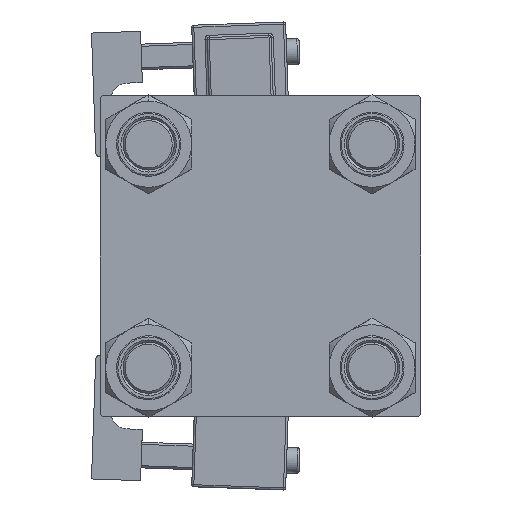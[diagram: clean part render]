
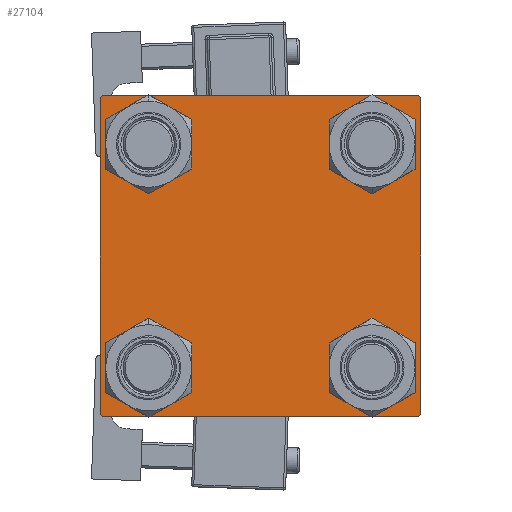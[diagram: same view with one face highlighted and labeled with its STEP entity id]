
A CAD part, left-side view. The second image highlights one B-rep face of the part: STEP entity #27104.
In plain terms, the highlighted planar face has unit normal (-1, 0, 0).
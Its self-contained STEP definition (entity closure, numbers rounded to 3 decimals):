
#48 = CIRCLE ( 'NONE', #32286, 6.5 ) ;
#696 = VECTOR ( 'NONE', #7519, 1000. ) ;
#1260 = CARTESIAN_POINT ( 'NONE',  ( 0., -37., -37.5 ) ) ;
#1341 = CIRCLE ( 'NONE', #23369, 6.5 ) ;
#1488 = DIRECTION ( 'NONE',  ( -1., 0., 0. ) ) ;
#1760 = CARTESIAN_POINT ( 'NONE',  ( 0., 37.25, -37.25 ) ) ;
#2010 = DIRECTION ( 'NONE',  ( 0., -0.707, -0.707 ) ) ;
#2063 = VERTEX_POINT ( 'NONE', #39646 ) ;
#2127 = AXIS2_PLACEMENT_3D ( 'NONE', #45969, #41477, #46482 ) ;
#2832 = VERTEX_POINT ( 'NONE', #15110 ) ;
#3274 = CARTESIAN_POINT ( 'NONE',  ( 0., 37.5, 37.5 ) ) ;
#3854 = CARTESIAN_POINT ( 'NONE',  ( 0., -26.15, 32.65 ) ) ;
#4768 = DIRECTION ( 'NONE',  ( 0., 0., 1. ) ) ;
#4777 = CIRCLE ( 'NONE', #34475, 6.5 ) ;
#5426 = EDGE_LOOP ( 'NONE', ( #14817, #43537 ) ) ;
#6787 = CARTESIAN_POINT ( 'NONE',  ( 0., -26.15, 26.15 ) ) ;
#7046 = VERTEX_POINT ( 'NONE', #18920 ) ;
#7519 = DIRECTION ( 'NONE',  ( 0., 0., -1. ) ) ;
#8444 = CARTESIAN_POINT ( 'NONE',  ( 0., -37.25, 37.25 ) ) ;
#8671 = VERTEX_POINT ( 'NONE', #33089 ) ;
#9452 = FACE_BOUND ( 'NONE', #19411, .T. ) ;
#9716 = VECTOR ( 'NONE', #27626, 1000. ) ;
#11137 = EDGE_CURVE ( 'NONE', #2832, #44966, #29547, .T. ) ;
#12522 = CARTESIAN_POINT ( 'NONE',  ( 0., 26.15, 26.15 ) ) ;
#13026 = ORIENTED_EDGE ( 'NONE', *, *, #22680, .T. ) ;
#13050 = DIRECTION ( 'NONE',  ( 1., 0., 0. ) ) ;
#13190 = FACE_OUTER_BOUND ( 'NONE', #22092, .T. ) ;
#13779 = DIRECTION ( 'NONE',  ( 1., 0., 0. ) ) ;
#14183 = EDGE_CURVE ( 'NONE', #43954, #33449, #21927, .T. ) ;
#14620 = LINE ( 'NONE', #51293, #9716 ) ;
#14670 = LINE ( 'NONE', #50044, #47329 ) ;
#14817 = ORIENTED_EDGE ( 'NONE', *, *, #14183, .T. ) ;
#14975 = CARTESIAN_POINT ( 'NONE',  ( 0., 37., -37.5 ) ) ;
#15110 = CARTESIAN_POINT ( 'NONE',  ( 0., 26.15, -19.65 ) ) ;
#15338 = CARTESIAN_POINT ( 'NONE',  ( 0., -26.15, 26.15 ) ) ;
#15542 = EDGE_CURVE ( 'NONE', #17828, #17852, #52301, .T. ) ;
#15886 = CARTESIAN_POINT ( 'NONE',  ( 0., -37.5, 37.5 ) ) ;
#16640 = FACE_BOUND ( 'NONE', #5426, .T. ) ;
#17101 = CIRCLE ( 'NONE', #30659, 6.5 ) ;
#17155 = CARTESIAN_POINT ( 'NONE',  ( 0., -26.15, 19.65 ) ) ;
#17429 = PLANE ( 'NONE',  #43310 ) ;
#17693 = DIRECTION ( 'NONE',  ( 0., 0., 1. ) ) ;
#17771 = CARTESIAN_POINT ( 'NONE',  ( 0., -37.5, 37. ) ) ;
#17828 = VERTEX_POINT ( 'NONE', #17771 ) ;
#17852 = VERTEX_POINT ( 'NONE', #41957 ) ;
#18580 = LINE ( 'NONE', #8444, #28531 ) ;
#18612 = VECTOR ( 'NONE', #48838, 1000. ) ;
#18920 = CARTESIAN_POINT ( 'NONE',  ( 0., -37., 37.5 ) ) ;
#18999 = CARTESIAN_POINT ( 'NONE',  ( 0., -26.15, -19.65 ) ) ;
#19411 = EDGE_LOOP ( 'NONE', ( #25189, #29541 ) ) ;
#19761 = VERTEX_POINT ( 'NONE', #18999 ) ;
#20172 = EDGE_CURVE ( 'NONE', #47543, #46282, #4777, .T. ) ;
#20173 = AXIS2_PLACEMENT_3D ( 'NONE', #32444, #13050, #32990 ) ;
#20273 = EDGE_CURVE ( 'NONE', #44966, #2832, #33603, .T. ) ;
#21460 = VECTOR ( 'NONE', #23757, 1000. ) ;
#21927 = CIRCLE ( 'NONE', #32960, 6.5 ) ;
#22092 = EDGE_LOOP ( 'NONE', ( #40827, #35882, #49635, #13026, #33541, #43588, #28180, #32414 ) ) ;
#22680 = EDGE_CURVE ( 'NONE', #46761, #17852, #14670, .T. ) ;
#22984 = DIRECTION ( 'NONE',  ( 0., -1., 0. ) ) ;
#23019 = DIRECTION ( 'NONE',  ( 1., 0., 0. ) ) ;
#23369 = AXIS2_PLACEMENT_3D ( 'NONE', #15338, #43784, #47759 ) ;
#23544 = DIRECTION ( 'NONE',  ( 0., 0., 1. ) ) ;
#23757 = DIRECTION ( 'NONE',  ( 0., 0.707, -0.707 ) ) ;
#24315 = CARTESIAN_POINT ( 'NONE',  ( 0., 26.15, -32.65 ) ) ;
#25189 = ORIENTED_EDGE ( 'NONE', *, *, #11137, .T. ) ;
#25675 = FACE_BOUND ( 'NONE', #31104, .T. ) ;
#25983 = ORIENTED_EDGE ( 'NONE', *, *, #40826, .T. ) ;
#26641 = VECTOR ( 'NONE', #22984, 1000. ) ;
#27104 = ADVANCED_FACE ( 'NONE', ( #16640, #49582, #9452, #25675, #13190 ), #17429, .T. ) ;
#27626 = DIRECTION ( 'NONE',  ( 0., -1., 0. ) ) ;
#27855 = DIRECTION ( 'NONE',  ( 0., 0.707, 0.707 ) ) ;
#28180 = ORIENTED_EDGE ( 'NONE', *, *, #38879, .F. ) ;
#28531 = VECTOR ( 'NONE', #27855, 1000. ) ;
#28683 = EDGE_CURVE ( 'NONE', #19761, #37459, #17101, .T. ) ;
#28731 = DIRECTION ( 'NONE',  ( 1., 0., 0. ) ) ;
#29541 = ORIENTED_EDGE ( 'NONE', *, *, #20273, .T. ) ;
#29547 = CIRCLE ( 'NONE', #20173, 6.5 ) ;
#29920 = VERTEX_POINT ( 'NONE', #33564 ) ;
#30135 = EDGE_CURVE ( 'NONE', #46282, #47543, #48, .T. ) ;
#30659 = AXIS2_PLACEMENT_3D ( 'NONE', #39995, #43990, #23544 ) ;
#31104 = EDGE_LOOP ( 'NONE', ( #38993, #40618 ) ) ;
#32286 = AXIS2_PLACEMENT_3D ( 'NONE', #12522, #28731, #44939 ) ;
#32414 = ORIENTED_EDGE ( 'NONE', *, *, #34545, .T. ) ;
#32444 = CARTESIAN_POINT ( 'NONE',  ( 0., 26.15, -26.15 ) ) ;
#32960 = AXIS2_PLACEMENT_3D ( 'NONE', #6787, #23019, #39469 ) ;
#32990 = DIRECTION ( 'NONE',  ( 0., 0., 1. ) ) ;
#33089 = CARTESIAN_POINT ( 'NONE',  ( 0., 37.5, -37. ) ) ;
#33449 = VERTEX_POINT ( 'NONE', #17155 ) ;
#33541 = ORIENTED_EDGE ( 'NONE', *, *, #15542, .F. ) ;
#33564 = CARTESIAN_POINT ( 'NONE',  ( 0., 37., 37.5 ) ) ;
#33603 = CIRCLE ( 'NONE', #46337, 6.5 ) ;
#34138 = CARTESIAN_POINT ( 'NONE',  ( 0., -26.15, -32.65 ) ) ;
#34404 = LINE ( 'NONE', #43174, #26641 ) ;
#34475 = AXIS2_PLACEMENT_3D ( 'NONE', #37461, #13779, #4768 ) ;
#34545 = EDGE_CURVE ( 'NONE', #29920, #2063, #36248, .T. ) ;
#34753 = CARTESIAN_POINT ( 'NONE',  ( 0., 37.25, 37.25 ) ) ;
#35792 = DIRECTION ( 'NONE',  ( 1., 0., 0. ) ) ;
#35882 = ORIENTED_EDGE ( 'NONE', *, *, #39091, .T. ) ;
#36248 = LINE ( 'NONE', #34753, #21460 ) ;
#37459 = VERTEX_POINT ( 'NONE', #34138 ) ;
#37461 = CARTESIAN_POINT ( 'NONE',  ( 0., 26.15, 26.15 ) ) ;
#38262 = EDGE_CURVE ( 'NONE', #50813, #46761, #34404, .T. ) ;
#38879 = EDGE_CURVE ( 'NONE', #29920, #7046, #14620, .T. ) ;
#38954 = CARTESIAN_POINT ( 'NONE',  ( 0., 26.15, 19.65 ) ) ;
#38993 = ORIENTED_EDGE ( 'NONE', *, *, #30135, .T. ) ;
#39091 = EDGE_CURVE ( 'NONE', #8671, #50813, #45879, .T. ) ;
#39469 = DIRECTION ( 'NONE',  ( 0., 0., 1. ) ) ;
#39646 = CARTESIAN_POINT ( 'NONE',  ( 0., 37.5, 37. ) ) ;
#39688 = LINE ( 'NONE', #3274, #696 ) ;
#39995 = CARTESIAN_POINT ( 'NONE',  ( 0., -26.15, -26.15 ) ) ;
#40618 = ORIENTED_EDGE ( 'NONE', *, *, #20172, .T. ) ;
#40826 = EDGE_CURVE ( 'NONE', #37459, #19761, #47115, .T. ) ;
#40827 = ORIENTED_EDGE ( 'NONE', *, *, #50847, .T. ) ;
#41091 = CARTESIAN_POINT ( 'NONE',  ( 0., 0., 0. ) ) ;
#41098 = VECTOR ( 'NONE', #2010, 1000. ) ;
#41477 = DIRECTION ( 'NONE',  ( 1., 0., 0. ) ) ;
#41957 = CARTESIAN_POINT ( 'NONE',  ( 0., -37.5, -37. ) ) ;
#43174 = CARTESIAN_POINT ( 'NONE',  ( 0., 37.5, -37.5 ) ) ;
#43256 = CARTESIAN_POINT ( 'NONE',  ( 0., 26.15, -26.15 ) ) ;
#43310 = AXIS2_PLACEMENT_3D ( 'NONE', #41091, #1488, #17693 ) ;
#43537 = ORIENTED_EDGE ( 'NONE', *, *, #45662, .T. ) ;
#43588 = ORIENTED_EDGE ( 'NONE', *, *, #46491, .T. ) ;
#43784 = DIRECTION ( 'NONE',  ( 1., 0., 0. ) ) ;
#43954 = VERTEX_POINT ( 'NONE', #3854 ) ;
#43990 = DIRECTION ( 'NONE',  ( 1., 0., 0. ) ) ;
#44428 = EDGE_LOOP ( 'NONE', ( #51482, #25983 ) ) ;
#44939 = DIRECTION ( 'NONE',  ( 0., 0., 1. ) ) ;
#44966 = VERTEX_POINT ( 'NONE', #24315 ) ;
#45662 = EDGE_CURVE ( 'NONE', #33449, #43954, #1341, .T. ) ;
#45879 = LINE ( 'NONE', #1760, #41098 ) ;
#45969 = CARTESIAN_POINT ( 'NONE',  ( 0., -26.15, -26.15 ) ) ;
#46282 = VERTEX_POINT ( 'NONE', #50741 ) ;
#46337 = AXIS2_PLACEMENT_3D ( 'NONE', #43256, #35792, #51993 ) ;
#46482 = DIRECTION ( 'NONE',  ( 0., 0., 1. ) ) ;
#46491 = EDGE_CURVE ( 'NONE', #17828, #7046, #18580, .T. ) ;
#46761 = VERTEX_POINT ( 'NONE', #1260 ) ;
#47093 = DIRECTION ( 'NONE',  ( 0., -0.707, 0.707 ) ) ;
#47115 = CIRCLE ( 'NONE', #2127, 6.5 ) ;
#47329 = VECTOR ( 'NONE', #47093, 1000. ) ;
#47543 = VERTEX_POINT ( 'NONE', #38954 ) ;
#47759 = DIRECTION ( 'NONE',  ( 0., 0., 1. ) ) ;
#48838 = DIRECTION ( 'NONE',  ( 0., 0., -1. ) ) ;
#49582 = FACE_BOUND ( 'NONE', #44428, .T. ) ;
#49635 = ORIENTED_EDGE ( 'NONE', *, *, #38262, .T. ) ;
#50044 = CARTESIAN_POINT ( 'NONE',  ( 0., -37.25, -37.25 ) ) ;
#50741 = CARTESIAN_POINT ( 'NONE',  ( 0., 26.15, 32.65 ) ) ;
#50813 = VERTEX_POINT ( 'NONE', #14975 ) ;
#50847 = EDGE_CURVE ( 'NONE', #2063, #8671, #39688, .T. ) ;
#51293 = CARTESIAN_POINT ( 'NONE',  ( 0., 37.5, 37.5 ) ) ;
#51482 = ORIENTED_EDGE ( 'NONE', *, *, #28683, .T. ) ;
#51993 = DIRECTION ( 'NONE',  ( 0., 0., 1. ) ) ;
#52301 = LINE ( 'NONE', #15886, #18612 ) ;
